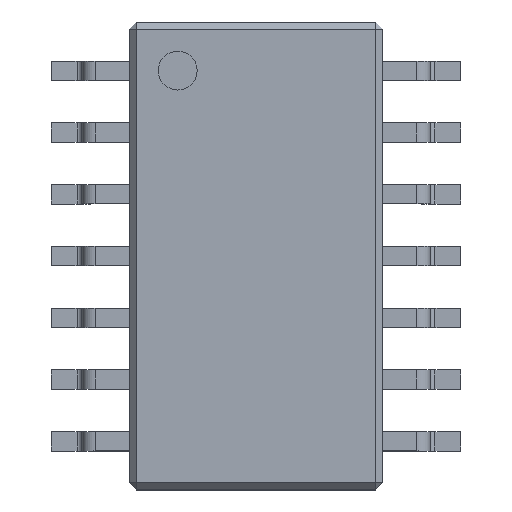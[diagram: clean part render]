
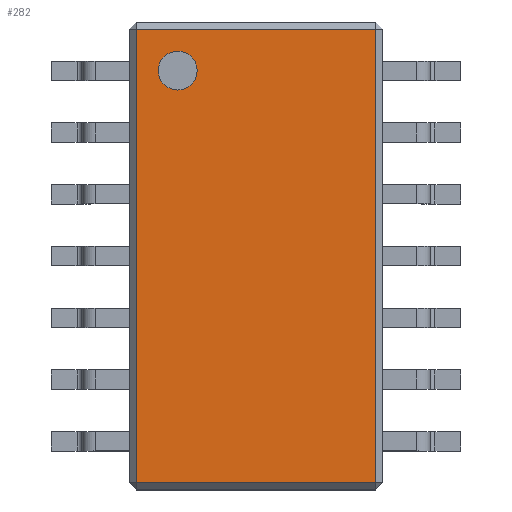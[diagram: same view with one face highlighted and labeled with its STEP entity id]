
A CAD part, top view. The second image highlights one B-rep face of the part: STEP entity #282.
In plain terms, the highlighted planar face has unit normal (0, 0, 1).
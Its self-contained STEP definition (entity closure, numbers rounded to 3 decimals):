
#13=DIRECTION('',(0.,0.,1.));
#14=DIRECTION('',(1.,0.,0.));
#77=VECTOR('',#78,1.);
#78=DIRECTION('',(0.,1.,0.));
#153=VERTEX_POINT('',#154);
#154=CARTESIAN_POINT('',(-2.46,-4.66,2.7));
#162=VERTEX_POINT('',#163);
#163=CARTESIAN_POINT('',(-2.46,4.66,2.7));
#168=ORIENTED_EDGE('',*,*,#169,.F.);
#169=EDGE_CURVE('',#153,#162,#170,.T.);
#170=LINE('',#171,#77);
#171=CARTESIAN_POINT('',(-2.46,-4.81,2.7));
#239=VECTOR('',#14,1.);
#282=ADVANCED_FACE('',(#283,#301),#310,.T.);
#283=FACE_BOUND('',#284,.T.);
#284=EDGE_LOOP('',(#168,#285,#291,#297));
#285=ORIENTED_EDGE('',*,*,#286,.T.);
#286=EDGE_CURVE('',#153,#287,#289,.T.);
#287=VERTEX_POINT('',#288);
#288=CARTESIAN_POINT('',(2.46,-4.66,2.7));
#289=LINE('',#290,#239);
#290=CARTESIAN_POINT('',(-2.61,-4.66,2.7));
#291=ORIENTED_EDGE('',*,*,#292,.T.);
#292=EDGE_CURVE('',#287,#293,#295,.T.);
#293=VERTEX_POINT('',#294);
#294=CARTESIAN_POINT('',(2.46,4.66,2.7));
#295=LINE('',#296,#77);
#296=CARTESIAN_POINT('',(2.46,-4.81,2.7));
#297=ORIENTED_EDGE('',*,*,#298,.F.);
#298=EDGE_CURVE('',#162,#293,#299,.T.);
#299=LINE('',#300,#239);
#300=CARTESIAN_POINT('',(-2.61,4.66,2.7));
#301=FACE_BOUND('',#302,.T.);
#302=EDGE_LOOP('',(#303));
#303=ORIENTED_EDGE('',*,*,#304,.F.);
#304=EDGE_CURVE('',#305,#305,#307,.T.);
#305=VERTEX_POINT('',#306);
#306=CARTESIAN_POINT('',(-1.21,3.81,2.7));
#307=CIRCLE('',#308,0.4);
#308=AXIS2_PLACEMENT_3D('',#309,#13,#14);
#309=CARTESIAN_POINT('',(-1.61,3.81,2.7));
#310=PLANE('',#311);
#311=AXIS2_PLACEMENT_3D('',#312,#13,#14);
#312=CARTESIAN_POINT('',(-2.61,-4.81,2.7));
